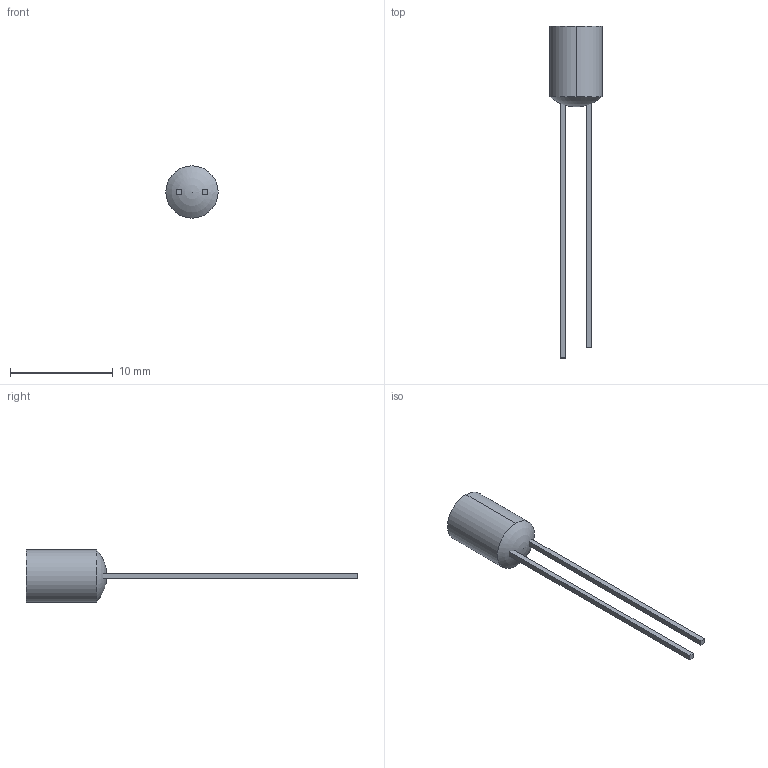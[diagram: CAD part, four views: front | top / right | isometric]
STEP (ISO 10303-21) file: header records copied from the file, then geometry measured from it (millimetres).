
FILE_DESCRIPTION (( 'STEP AP203' ), '1' );
FILE_NAME ('5mm x 6,8mm, flangeless, flat top, VAOL.STEP', '2017-10-05T18:26:14', ( '' ), ( '' ), 'SwSTEP 2.0', 'SolidWorks 2016', '' );
FILE_SCHEMA (( 'CONFIG_CONTROL_DESIGN' ));
Length unit declared in the file: inch
Products named in the file (1): 5mm x 6,8mm, flangeless, flat top, VAOL
Bounding box: 5.08 x 32.26 x 5.08 mm (x, y, z)
Volume: 162.4 mm3; surface area: 255.3 mm2
Topology: 3 solids, 3 shells, 16 faces, 33 edges, 22 vertices
Faces by surface type: plane 13, cylinder 2, sphere 1
Entity records: 473 total; most frequent: DIRECTION 68, CARTESIAN_POINT 67, ORIENTED_EDGE 60, EDGE_CURVE 30, VECTOR 26, LINE 26, AXIS2_PLACEMENT_3D 21, VERTEX_POINT 20
